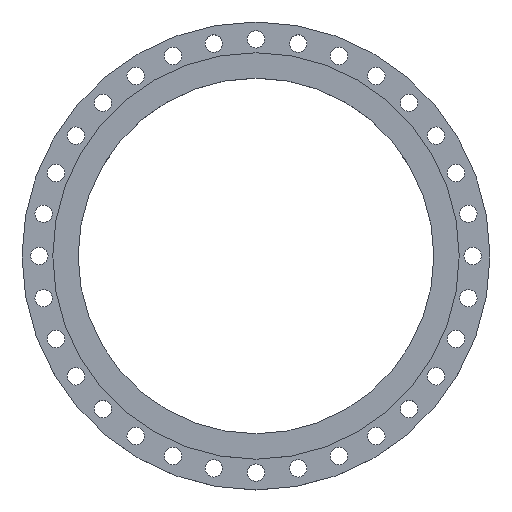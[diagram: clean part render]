
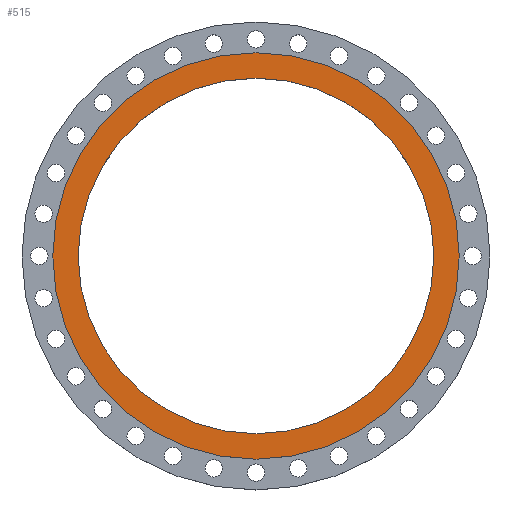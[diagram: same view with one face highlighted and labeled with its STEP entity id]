
A CAD part, top view. The second image highlights one B-rep face of the part: STEP entity #515.
In plain terms, the highlighted planar face has unit normal (0, 0, 1).
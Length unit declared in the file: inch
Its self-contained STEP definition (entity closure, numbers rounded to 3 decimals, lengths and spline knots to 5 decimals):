
#64 = DIRECTION ( 'NONE',  ( 0., 0., 1. ) ) ;
#86 = VERTEX_POINT ( 'NONE', #1951 ) ;
#134 = FACE_BOUND ( 'NONE', #1011, .T. ) ;
#249 = ORIENTED_EDGE ( 'NONE', *, *, #1996, .F. ) ;
#399 = AXIS2_PLACEMENT_3D ( 'NONE', #1977, #617, #868 ) ;
#487 = AXIS2_PLACEMENT_3D ( 'NONE', #1699, #1500, #598 ) ;
#515 = ADVANCED_FACE ( 'NONE', ( #134, #2842 ), #1771, .F. ) ;
#598 = DIRECTION ( 'NONE',  ( 1., 0., 0. ) ) ;
#607 = CARTESIAN_POINT ( 'NONE',  ( 0., 16.625, 0. ) ) ;
#617 = DIRECTION ( 'NONE',  ( 0., 0., 1. ) ) ;
#868 = DIRECTION ( 'NONE',  ( 1., 0., 0. ) ) ;
#888 = EDGE_CURVE ( 'NONE', #2277, #1438, #2923, .T. ) ;
#1003 = CIRCLE ( 'NONE', #399, 19. ) ;
#1011 = EDGE_LOOP ( 'NONE', ( #1287, #249 ) ) ;
#1136 = CARTESIAN_POINT ( 'NONE',  ( 16.625, 0., 0. ) ) ;
#1217 = AXIS2_PLACEMENT_3D ( 'NONE', #2790, #64, #1656 ) ;
#1269 = CIRCLE ( 'NONE', #2932, 16.625 ) ;
#1276 = EDGE_CURVE ( 'NONE', #1805, #86, #2245, .T. ) ;
#1287 = ORIENTED_EDGE ( 'NONE', *, *, #888, .F. ) ;
#1367 = ORIENTED_EDGE ( 'NONE', *, *, #1276, .T. ) ;
#1438 = VERTEX_POINT ( 'NONE', #1995 ) ;
#1469 = CARTESIAN_POINT ( 'NONE',  ( 0., 0., 0. ) ) ;
#1470 = CARTESIAN_POINT ( 'NONE',  ( -19., 0., 0. ) ) ;
#1500 = DIRECTION ( 'NONE',  ( 0., 0., 1. ) ) ;
#1541 = DIRECTION ( 'NONE',  ( -1., 0., 0. ) ) ;
#1656 = DIRECTION ( 'NONE',  ( 1., 0., 0. ) ) ;
#1679 = EDGE_LOOP ( 'NONE', ( #1880, #1367 ) ) ;
#1699 = CARTESIAN_POINT ( 'NONE',  ( 0., 0., 0. ) ) ;
#1771 = PLANE ( 'NONE',  #2386 ) ;
#1805 = VERTEX_POINT ( 'NONE', #1470 ) ;
#1874 = DIRECTION ( 'NONE',  ( 1., 0., 0. ) ) ;
#1880 = ORIENTED_EDGE ( 'NONE', *, *, #2758, .T. ) ;
#1951 = CARTESIAN_POINT ( 'NONE',  ( 19., 0., 0. ) ) ;
#1977 = CARTESIAN_POINT ( 'NONE',  ( 0., 0., 0. ) ) ;
#1995 = CARTESIAN_POINT ( 'NONE',  ( -16.625, 0., 0. ) ) ;
#1996 = EDGE_CURVE ( 'NONE', #1438, #2277, #1269, .T. ) ;
#2142 = DIRECTION ( 'NONE',  ( 0., 0., 1. ) ) ;
#2245 = CIRCLE ( 'NONE', #487, 19. ) ;
#2277 = VERTEX_POINT ( 'NONE', #1136 ) ;
#2383 = DIRECTION ( 'NONE',  ( 0., 0., -1. ) ) ;
#2386 = AXIS2_PLACEMENT_3D ( 'NONE', #607, #2383, #1541 ) ;
#2758 = EDGE_CURVE ( 'NONE', #86, #1805, #1003, .T. ) ;
#2790 = CARTESIAN_POINT ( 'NONE',  ( 0., 0., 0. ) ) ;
#2842 = FACE_OUTER_BOUND ( 'NONE', #1679, .T. ) ;
#2923 = CIRCLE ( 'NONE', #1217, 16.625 ) ;
#2932 = AXIS2_PLACEMENT_3D ( 'NONE', #1469, #2142, #1874 ) ;
